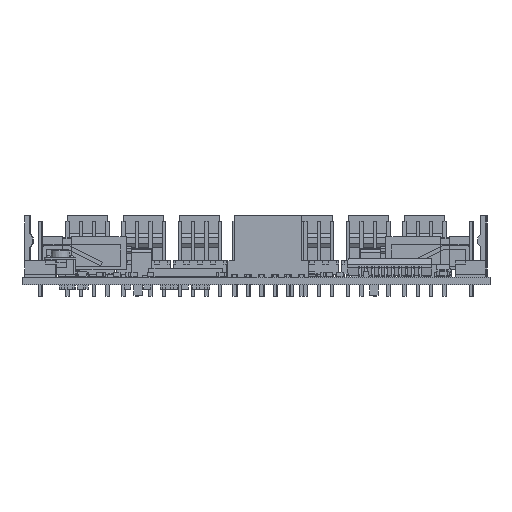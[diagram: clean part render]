
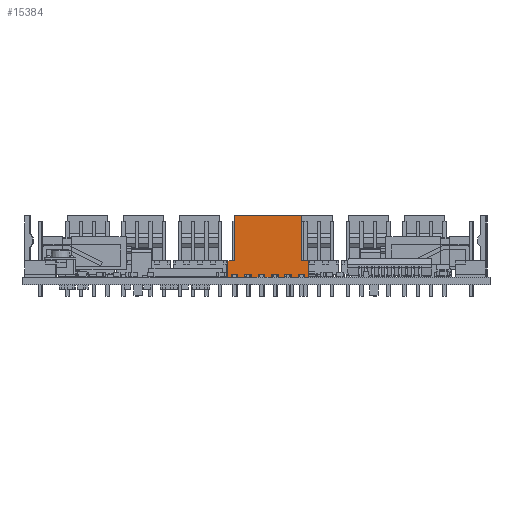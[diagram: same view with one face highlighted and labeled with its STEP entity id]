
A CAD part, front view. The second image highlights one B-rep face of the part: STEP entity #15384.
In plain terms, the highlighted face is planar.
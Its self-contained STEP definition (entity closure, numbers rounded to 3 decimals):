
#11934 = VERTEX_POINT('',#11935);
#11935 = CARTESIAN_POINT('',(0.635,-0.953,-2.87));
#11952 = VERTEX_POINT('',#11953);
#11953 = CARTESIAN_POINT('',(0.635,-1.588,-2.87));
#11959 = EDGE_CURVE('',#11934,#11952,#11960,.T.);
#11960 = LINE('',#11961,#11962);
#11961 = CARTESIAN_POINT('',(0.635,-1.27,-2.87));
#11962 = VECTOR('',#11963,1.);
#11963 = DIRECTION('',(0.,-1.,0.));
#11993 = VERTEX_POINT('',#11994);
#11994 = CARTESIAN_POINT('',(-0.635,-1.588,-2.87));
#12000 = EDGE_CURVE('',#11993,#11952,#12001,.T.);
#12001 = LINE('',#12002,#12003);
#12002 = CARTESIAN_POINT('',(0.,-1.588,-2.87));
#12003 = VECTOR('',#12004,1.);
#12004 = DIRECTION('',(1.,0.,0.));
#12115 = EDGE_CURVE('',#12116,#11934,#12118,.T.);
#12116 = VERTEX_POINT('',#12117);
#12117 = CARTESIAN_POINT('',(1.905,-0.953,-2.87));
#12118 = LINE('',#12119,#12120);
#12119 = CARTESIAN_POINT('',(1.27,-0.953,-2.87));
#12120 = VECTOR('',#12121,1.);
#12121 = DIRECTION('',(-1.,0.,0.));
#12140 = VERTEX_POINT('',#12141);
#12141 = CARTESIAN_POINT('',(-0.635,-0.953,-2.87));
#12147 = EDGE_CURVE('',#11993,#12140,#12148,.T.);
#12148 = LINE('',#12149,#12150);
#12149 = CARTESIAN_POINT('',(-0.635,-1.27,-2.87));
#12150 = VECTOR('',#12151,1.);
#12151 = DIRECTION('',(0.,1.,0.));
#12186 = EDGE_CURVE('',#12187,#12116,#12189,.T.);
#12187 = VERTEX_POINT('',#12188);
#12188 = CARTESIAN_POINT('',(1.905,-1.588,-2.87));
#12189 = LINE('',#12190,#12191);
#12190 = CARTESIAN_POINT('',(1.905,-1.27,-2.87));
#12191 = VECTOR('',#12192,1.);
#12192 = DIRECTION('',(0.,1.,0.));
#12271 = VERTEX_POINT('',#12272);
#12272 = CARTESIAN_POINT('',(-1.905,-0.953,-2.87));
#12278 = EDGE_CURVE('',#12140,#12271,#12279,.T.);
#12279 = LINE('',#12280,#12281);
#12280 = CARTESIAN_POINT('',(-1.27,-0.953,-2.87));
#12281 = VECTOR('',#12282,1.);
#12282 = DIRECTION('',(-1.,0.,0.));
#12294 = EDGE_CURVE('',#12187,#12295,#12297,.T.);
#12295 = VERTEX_POINT('',#12296);
#12296 = CARTESIAN_POINT('',(3.175,-1.588,-2.87));
#12297 = LINE('',#12298,#12299);
#12298 = CARTESIAN_POINT('',(0.,-1.588,-2.87));
#12299 = VECTOR('',#12300,1.);
#12300 = DIRECTION('',(1.,0.,0.));
#12413 = VERTEX_POINT('',#12414);
#12414 = CARTESIAN_POINT('',(-1.905,-1.588,-2.87));
#12420 = EDGE_CURVE('',#12271,#12413,#12421,.T.);
#12421 = LINE('',#12422,#12423);
#12422 = CARTESIAN_POINT('',(-1.905,-1.27,-2.87));
#12423 = VECTOR('',#12424,1.);
#12424 = DIRECTION('',(0.,-1.,0.));
#12475 = VERTEX_POINT('',#12476);
#12476 = CARTESIAN_POINT('',(3.175,-0.953,-2.87));
#12491 = EDGE_CURVE('',#12475,#12295,#12492,.T.);
#12492 = LINE('',#12493,#12494);
#12493 = CARTESIAN_POINT('',(3.175,-1.27,-2.87));
#12494 = VECTOR('',#12495,1.);
#12495 = DIRECTION('',(0.,-1.,0.));
#12525 = VERTEX_POINT('',#12526);
#12526 = CARTESIAN_POINT('',(-3.175,-1.588,-2.87));
#12532 = EDGE_CURVE('',#12525,#12413,#12533,.T.);
#12533 = LINE('',#12534,#12535);
#12534 = CARTESIAN_POINT('',(0.,-1.588,-2.87));
#12535 = VECTOR('',#12536,1.);
#12536 = DIRECTION('',(1.,0.,0.));
#12647 = EDGE_CURVE('',#12648,#12475,#12650,.T.);
#12648 = VERTEX_POINT('',#12649);
#12649 = CARTESIAN_POINT('',(4.445,-0.953,-2.87));
#12650 = LINE('',#12651,#12652);
#12651 = CARTESIAN_POINT('',(3.81,-0.953,-2.87));
#12652 = VECTOR('',#12653,1.);
#12653 = DIRECTION('',(-1.,0.,0.));
#12672 = VERTEX_POINT('',#12673);
#12673 = CARTESIAN_POINT('',(-3.175,-0.953,-2.87));
#12679 = EDGE_CURVE('',#12525,#12672,#12680,.T.);
#12680 = LINE('',#12681,#12682);
#12681 = CARTESIAN_POINT('',(-3.175,-1.27,-2.87));
#12682 = VECTOR('',#12683,1.);
#12683 = DIRECTION('',(0.,1.,0.));
#12718 = EDGE_CURVE('',#12719,#12648,#12721,.T.);
#12719 = VERTEX_POINT('',#12720);
#12720 = CARTESIAN_POINT('',(4.445,-1.588,-2.87));
#12721 = LINE('',#12722,#12723);
#12722 = CARTESIAN_POINT('',(4.445,-1.27,-2.87));
#12723 = VECTOR('',#12724,1.);
#12724 = DIRECTION('',(0.,1.,0.));
#12803 = VERTEX_POINT('',#12804);
#12804 = CARTESIAN_POINT('',(-4.445,-0.953,-2.87));
#12810 = EDGE_CURVE('',#12672,#12803,#12811,.T.);
#12811 = LINE('',#12812,#12813);
#12812 = CARTESIAN_POINT('',(-3.81,-0.953,-2.87));
#12813 = VECTOR('',#12814,1.);
#12814 = DIRECTION('',(-1.,0.,0.));
#12826 = EDGE_CURVE('',#12719,#12827,#12829,.T.);
#12827 = VERTEX_POINT('',#12828);
#12828 = CARTESIAN_POINT('',(5.715,-1.588,-2.87));
#12829 = LINE('',#12830,#12831);
#12830 = CARTESIAN_POINT('',(0.,-1.588,-2.87));
#12831 = VECTOR('',#12832,1.);
#12832 = DIRECTION('',(1.,0.,0.));
#12945 = VERTEX_POINT('',#12946);
#12946 = CARTESIAN_POINT('',(-4.445,-1.588,-2.87));
#12952 = EDGE_CURVE('',#12803,#12945,#12953,.T.);
#12953 = LINE('',#12954,#12955);
#12954 = CARTESIAN_POINT('',(-4.445,-1.27,-2.87));
#12955 = VECTOR('',#12956,1.);
#12956 = DIRECTION('',(0.,-1.,0.));
#13007 = VERTEX_POINT('',#13008);
#13008 = CARTESIAN_POINT('',(5.715,-0.953,-2.87));
#13023 = EDGE_CURVE('',#13007,#12827,#13024,.T.);
#13024 = LINE('',#13025,#13026);
#13025 = CARTESIAN_POINT('',(5.715,-1.27,-2.87));
#13026 = VECTOR('',#13027,1.);
#13027 = DIRECTION('',(0.,-1.,0.));
#13057 = VERTEX_POINT('',#13058);
#13058 = CARTESIAN_POINT('',(-5.715,-1.588,-2.87));
#13064 = EDGE_CURVE('',#13057,#12945,#13065,.T.);
#13065 = LINE('',#13066,#13067);
#13066 = CARTESIAN_POINT('',(0.,-1.588,-2.87));
#13067 = VECTOR('',#13068,1.);
#13068 = DIRECTION('',(1.,0.,0.));
#13179 = EDGE_CURVE('',#13180,#13007,#13182,.T.);
#13180 = VERTEX_POINT('',#13181);
#13181 = CARTESIAN_POINT('',(6.985,-0.953,-2.87));
#13182 = LINE('',#13183,#13184);
#13183 = CARTESIAN_POINT('',(6.35,-0.953,-2.87));
#13184 = VECTOR('',#13185,1.);
#13185 = DIRECTION('',(-1.,0.,0.));
#13204 = VERTEX_POINT('',#13205);
#13205 = CARTESIAN_POINT('',(-5.715,-0.953,-2.87));
#13211 = EDGE_CURVE('',#13057,#13204,#13212,.T.);
#13212 = LINE('',#13213,#13214);
#13213 = CARTESIAN_POINT('',(-5.715,-1.27,-2.87));
#13214 = VECTOR('',#13215,1.);
#13215 = DIRECTION('',(0.,1.,0.));
#13290 = EDGE_CURVE('',#13291,#13180,#13293,.T.);
#13291 = VERTEX_POINT('',#13292);
#13292 = CARTESIAN_POINT('',(6.985,-1.588,-2.87));
#13293 = LINE('',#13294,#13295);
#13294 = CARTESIAN_POINT('',(6.985,-1.27,-2.87));
#13295 = VECTOR('',#13296,1.);
#13296 = DIRECTION('',(0.,1.,0.));
#13606 = VERTEX_POINT('',#13607);
#13607 = CARTESIAN_POINT('',(-6.985,-0.953,-2.87));
#13613 = EDGE_CURVE('',#13204,#13606,#13614,.T.);
#13614 = LINE('',#13615,#13616);
#13615 = CARTESIAN_POINT('',(-6.35,-0.953,-2.87));
#13616 = VECTOR('',#13617,1.);
#13617 = DIRECTION('',(-1.,0.,0.));
#13902 = VERTEX_POINT('',#13903);
#13903 = CARTESIAN_POINT('',(7.62,-1.588,-2.87));
#13916 = EDGE_CURVE('',#13291,#13902,#13917,.T.);
#13917 = LINE('',#13918,#13919);
#13918 = CARTESIAN_POINT('',(0.,-1.588,-2.87));
#13919 = VECTOR('',#13920,1.);
#13920 = DIRECTION('',(1.,0.,0.));
#14445 = VERTEX_POINT('',#14446);
#14446 = CARTESIAN_POINT('',(-6.985,-1.588,-2.87));
#14452 = EDGE_CURVE('',#13606,#14445,#14453,.T.);
#14453 = LINE('',#14454,#14455);
#14454 = CARTESIAN_POINT('',(-6.985,-1.27,-2.87));
#14455 = VECTOR('',#14456,1.);
#14456 = DIRECTION('',(0.,-1.,0.));
#14471 = VERTEX_POINT('',#14472);
#14472 = CARTESIAN_POINT('',(-6.35,10.097,-2.87));
#14478 = EDGE_CURVE('',#14479,#14471,#14481,.T.);
#14479 = VERTEX_POINT('',#14480);
#14480 = CARTESIAN_POINT('',(-6.35,1.588,-2.87));
#14481 = LINE('',#14482,#14483);
#14482 = CARTESIAN_POINT('',(-6.35,4.255,-2.87));
#14483 = VECTOR('',#14484,1.);
#14484 = DIRECTION('',(0.,1.,0.));
#14509 = VERTEX_POINT('',#14510);
#14510 = CARTESIAN_POINT('',(6.35,10.097,-2.87));
#14516 = EDGE_CURVE('',#14471,#14509,#14517,.T.);
#14517 = LINE('',#14518,#14519);
#14518 = CARTESIAN_POINT('',(0.,10.097,-2.87));
#14519 = VECTOR('',#14520,1.);
#14520 = DIRECTION('',(1.,0.,0.));
#14542 = VERTEX_POINT('',#14543);
#14543 = CARTESIAN_POINT('',(6.35,1.588,-2.87));
#14549 = EDGE_CURVE('',#14509,#14542,#14550,.T.);
#14550 = LINE('',#14551,#14552);
#14551 = CARTESIAN_POINT('',(6.35,4.255,-2.87));
#14552 = VECTOR('',#14553,1.);
#14553 = DIRECTION('',(0.,-1.,0.));
#15057 = EDGE_CURVE('',#15058,#13902,#15060,.T.);
#15058 = VERTEX_POINT('',#15059);
#15059 = CARTESIAN_POINT('',(7.62,1.588,-2.87));
#15060 = LINE('',#15061,#15062);
#15061 = CARTESIAN_POINT('',(7.62,4.255,-2.87));
#15062 = VECTOR('',#15063,1.);
#15063 = DIRECTION('',(0.,-1.,0.));
#15365 = VERTEX_POINT('',#15366);
#15366 = CARTESIAN_POINT('',(-7.62,-1.588,-2.87));
#15372 = EDGE_CURVE('',#14445,#15365,#15373,.T.);
#15373 = LINE('',#15374,#15375);
#15374 = CARTESIAN_POINT('',(0.,-1.588,-2.87));
#15375 = VECTOR('',#15376,1.);
#15376 = DIRECTION('',(-1.,0.,0.));
#15384 = ADVANCED_FACE('',(#15385),#15436,.T.);
#15385 = FACE_BOUND('',#15386,.T.);
#15386 = EDGE_LOOP('',(#15387,#15388,#15389,#15390,#15391,#15392,#15393,
    #15394,#15395,#15396,#15397,#15398,#15399,#15400,#15401,#15402,
    #15403,#15404,#15405,#15406,#15407,#15408,#15409,#15410,#15411,
    #15419,#15425,#15426,#15427,#15428,#15434,#15435));
#15387 = ORIENTED_EDGE('',*,*,#13290,.T.);
#15388 = ORIENTED_EDGE('',*,*,#13179,.T.);
#15389 = ORIENTED_EDGE('',*,*,#13023,.T.);
#15390 = ORIENTED_EDGE('',*,*,#12826,.F.);
#15391 = ORIENTED_EDGE('',*,*,#12718,.T.);
#15392 = ORIENTED_EDGE('',*,*,#12647,.T.);
#15393 = ORIENTED_EDGE('',*,*,#12491,.T.);
#15394 = ORIENTED_EDGE('',*,*,#12294,.F.);
#15395 = ORIENTED_EDGE('',*,*,#12186,.T.);
#15396 = ORIENTED_EDGE('',*,*,#12115,.T.);
#15397 = ORIENTED_EDGE('',*,*,#11959,.T.);
#15398 = ORIENTED_EDGE('',*,*,#12000,.F.);
#15399 = ORIENTED_EDGE('',*,*,#12147,.T.);
#15400 = ORIENTED_EDGE('',*,*,#12278,.T.);
#15401 = ORIENTED_EDGE('',*,*,#12420,.T.);
#15402 = ORIENTED_EDGE('',*,*,#12532,.F.);
#15403 = ORIENTED_EDGE('',*,*,#12679,.T.);
#15404 = ORIENTED_EDGE('',*,*,#12810,.T.);
#15405 = ORIENTED_EDGE('',*,*,#12952,.T.);
#15406 = ORIENTED_EDGE('',*,*,#13064,.F.);
#15407 = ORIENTED_EDGE('',*,*,#13211,.T.);
#15408 = ORIENTED_EDGE('',*,*,#13613,.T.);
#15409 = ORIENTED_EDGE('',*,*,#14452,.T.);
#15410 = ORIENTED_EDGE('',*,*,#15372,.T.);
#15411 = ORIENTED_EDGE('',*,*,#15412,.T.);
#15412 = EDGE_CURVE('',#15365,#15413,#15415,.T.);
#15413 = VERTEX_POINT('',#15414);
#15414 = CARTESIAN_POINT('',(-7.62,1.588,-2.87));
#15415 = LINE('',#15416,#15417);
#15416 = CARTESIAN_POINT('',(-7.62,0.,-2.87));
#15417 = VECTOR('',#15418,1.);
#15418 = DIRECTION('',(0.,1.,0.));
#15419 = ORIENTED_EDGE('',*,*,#15420,.F.);
#15420 = EDGE_CURVE('',#14479,#15413,#15421,.T.);
#15421 = LINE('',#15422,#15423);
#15422 = CARTESIAN_POINT('',(0.,1.588,-2.87));
#15423 = VECTOR('',#15424,1.);
#15424 = DIRECTION('',(-1.,0.,0.));
#15425 = ORIENTED_EDGE('',*,*,#14478,.T.);
#15426 = ORIENTED_EDGE('',*,*,#14516,.T.);
#15427 = ORIENTED_EDGE('',*,*,#14549,.T.);
#15428 = ORIENTED_EDGE('',*,*,#15429,.F.);
#15429 = EDGE_CURVE('',#15058,#14542,#15430,.T.);
#15430 = LINE('',#15431,#15432);
#15431 = CARTESIAN_POINT('',(0.,1.588,-2.87));
#15432 = VECTOR('',#15433,1.);
#15433 = DIRECTION('',(-1.,0.,0.));
#15434 = ORIENTED_EDGE('',*,*,#15057,.T.);
#15435 = ORIENTED_EDGE('',*,*,#13916,.F.);
#15436 = PLANE('',#15437);
#15437 = AXIS2_PLACEMENT_3D('',#15438,#15439,#15440);
#15438 = CARTESIAN_POINT('',(-7.925,-1.821,-2.87));
#15439 = DIRECTION('',(0.,0.,-1.));
#15440 = DIRECTION('',(0.,1.,0.));
